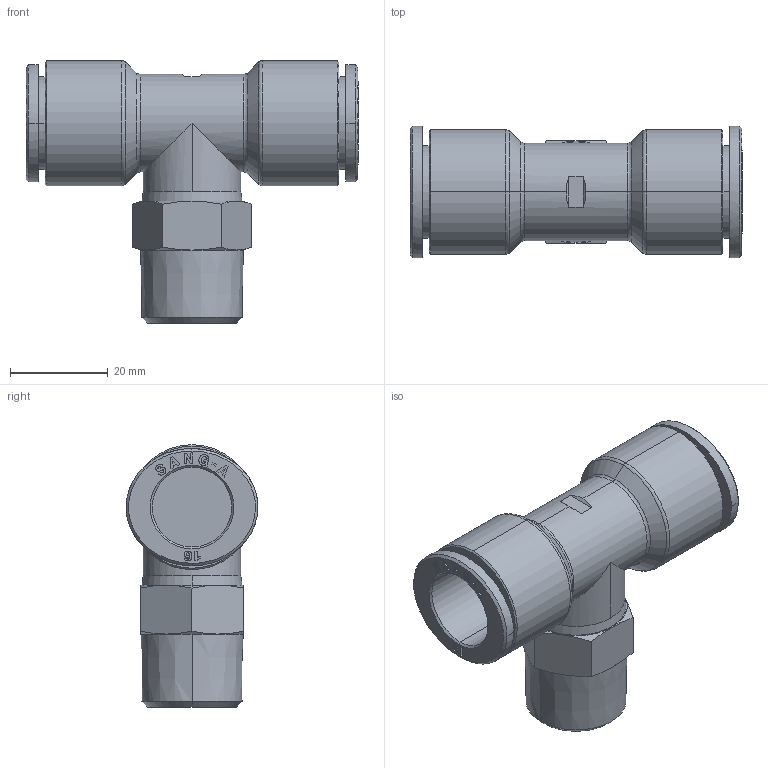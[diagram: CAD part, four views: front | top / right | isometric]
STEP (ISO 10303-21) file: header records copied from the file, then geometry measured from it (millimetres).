
FILE_DESCRIPTION (( 'STEP AP214' ), '1' );
FILE_NAME ('PT16-04.stp', '2015-10-14T10:19:25', ( '' ), ( '' ), 'SwSTEP 2.0', 'SolidWorks 2015', '' );
FILE_SCHEMA (( 'AUTOMOTIVE_DESIGN' ));
Length unit declared in the file: millimetre
Products named in the file (2): PT16-04; ｦ+ﾃｦ1
Assembly tree (1 placements, depth 2):
  PT16-04
    ｦ+ﾃｦ1
Bounding box: 68 x 27 x 53.8 mm (x, y, z)
Volume: 27405.4 mm3; surface area: 12520.7 mm2
Topology: 1 solids, 1 shells, 515 faces, 1413 edges, 928 vertices
Faces by surface type: plane 375, bspline 64, cylinder 36, cone 36, torus 4
Entity records: 18980 total; most frequent: CARTESIAN_POINT 5726, ORIENTED_EDGE 2822, DIRECTION 2274, EDGE_CURVE 1411, LINE 1114, VECTOR 1114, VERTEX_POINT 928, AXIS2_PLACEMENT_3D 580
